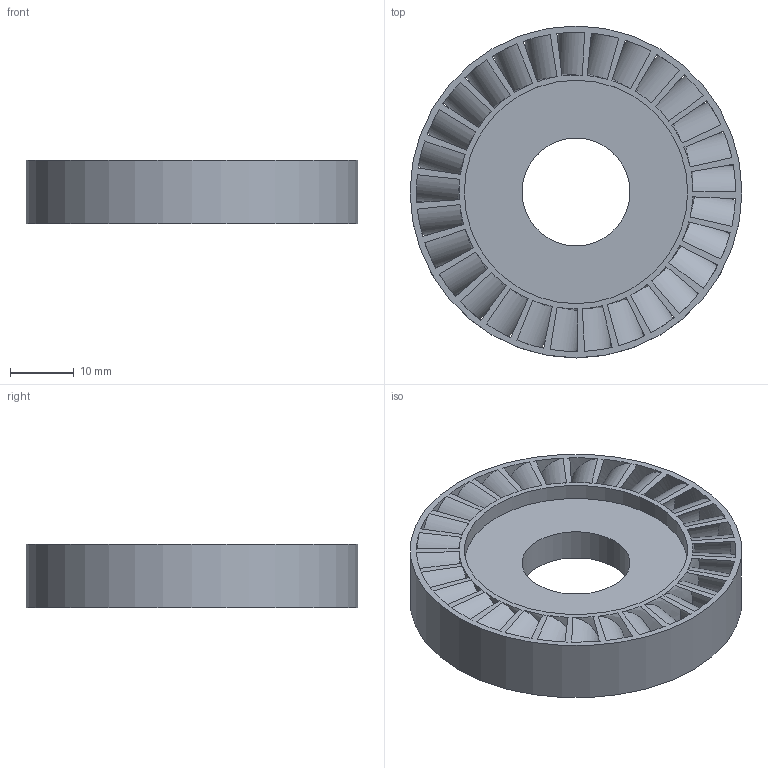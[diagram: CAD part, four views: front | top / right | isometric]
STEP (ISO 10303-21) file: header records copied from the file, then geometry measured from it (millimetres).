
FILE_DESCRIPTION(/* description */ (''),/* implementation_level */ '2;1');
FILE_NAME(/* name */ 'Pelton - V3.stp',/* time_stamp */ '2025-09-23T19:16:58-05:00',/* author */ ('yo'),/* organization */ (''),/* preprocessor_version */ 'ST-DEVELOPER v20',/* originating_system */ 'Autodesk Inventor 2025',/* authorisation */ '');
FILE_SCHEMA (('AUTOMOTIVE_DESIGN { 1 0 10303 214 3 1 1 }'));
Length unit declared in the file: millimetre
Products named in the file (1): Pelton - V3
Bounding box: 52 x 52 x 10 mm (x, y, z)
Volume: 8558.2 mm3; surface area: 12065.5 mm2
Topology: 1 solids, 1 shells, 124 faces, 360 edges, 240 vertices
Faces by surface type: cylinder 62, bspline 58, plane 4
Full cylindrical faces by diameter (mm): 16.9 x1, 35 x2, 52 x1
Entity records: 5683 total; most frequent: CARTESIAN_POINT 2407, ORIENTED_EDGE 720, DIRECTION 618, EDGE_CURVE 360, AXIS2_PLACEMENT_3D 249, VERTEX_POINT 240, EDGE_LOOP 186, CIRCLE 182
